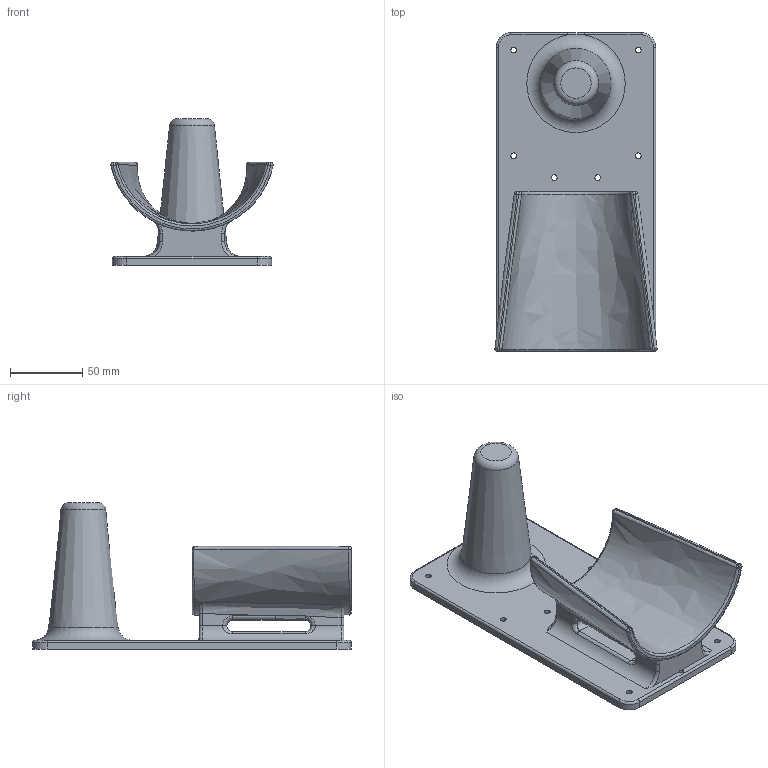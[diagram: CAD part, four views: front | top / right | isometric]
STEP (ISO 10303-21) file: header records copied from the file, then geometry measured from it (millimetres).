
FILE_DESCRIPTION(/* description */ (''),/* implementation_level */ '2;1');
FILE_NAME(/* name */ 'hand_rest.stp',/* time_stamp */ '2023-09-16T10:29:07+05:30',/* author */ ('Pintu'),/* organization */ (''),/* preprocessor_version */ 'ST-DEVELOPER v19.2',/* originating_system */ 'Autodesk Inventor 2024',/* authorisation */ '');
FILE_SCHEMA (('AUTOMOTIVE_DESIGN { 1 0 10303 214 3 1 1 }'));
Length unit declared in the file: millimetre
Products named in the file (1): hand_rest
Bounding box: 112.02 x 220 x 101 mm (x, y, z)
Volume: 417877.5 mm3; surface area: 96420.6 mm2
Topology: 1 solids, 1 shells, 116 faces, 289 edges, 164 vertices
Faces by surface type: bspline 45, cylinder 36, plane 20, torus 14, cone 1
Full cylindrical faces by diameter (mm): 1 x1, 3 x1, 4 x8
Entity records: 5031 total; most frequent: CARTESIAN_POINT 2501, ORIENTED_EDGE 558, DIRECTION 442, EDGE_CURVE 279, AXIS2_PLACEMENT_3D 185, VERTEX_POINT 164, EDGE_LOOP 137, FACE_OUTER_BOUND 116
